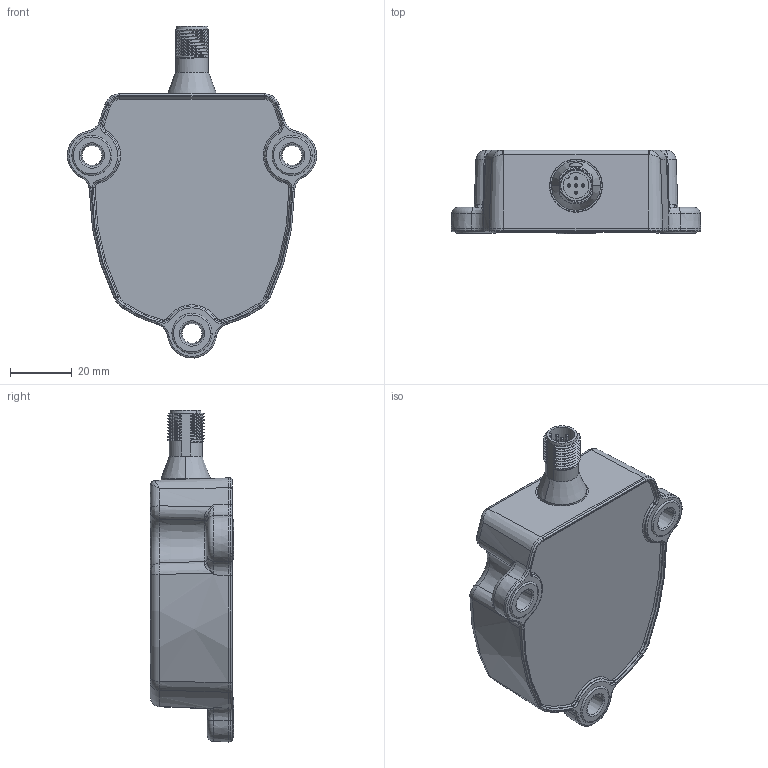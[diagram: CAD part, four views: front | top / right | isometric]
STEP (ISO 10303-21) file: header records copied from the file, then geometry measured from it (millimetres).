
FILE_DESCRIPTION((''),'2;1');
FILE_NAME('CAD-6804_SW0001','2020-01-13T10:11:59',('creinig-se'),(''),'CREO PARAMETRIC BY PTC INC, 2018420','CREO PARAMETRIC BY PTC INC, 2018420','');
FILE_SCHEMA(('CONFIG_CONTROL_DESIGN','SHAPE_APPEARANCE_LAYERS_GROUPS'));
Length unit declared in the file: millimetre
Products named in the file (1): CAD-6804_SW0001
Bounding box: 81 x 27 x 107.81 mm (x, y, z)
Volume: 109539.3 mm3; surface area: 17903.3 mm2
Topology: 1 solids, 1 shells, 570 faces, 1503 edges, 968 vertices
Faces by surface type: plane 221, bspline 145, torus 76, cone 68, cylinder 50, sphere 10
Entity records: 32205 total; most frequent: CARTESIAN_POINT 14958, ORIENTED_EDGE 2980, DIRECTION 2341, EDGE_CURVE 1490, VERTEX_POINT 962, AXIS2_PLACEMENT_3D 826, VECTOR 689, LINE 689
